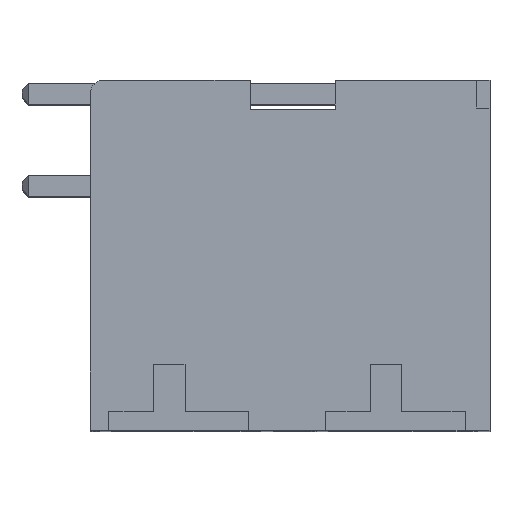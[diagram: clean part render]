
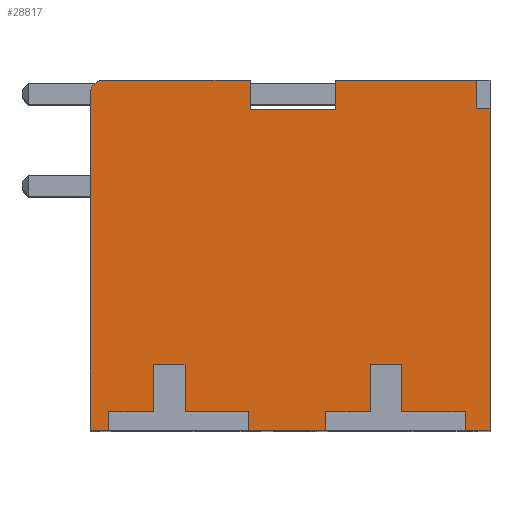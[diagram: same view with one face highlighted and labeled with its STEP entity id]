
A CAD part, top view. The second image highlights one B-rep face of the part: STEP entity #28817.
In plain terms, the highlighted planar face has unit normal (0, 0, 1).
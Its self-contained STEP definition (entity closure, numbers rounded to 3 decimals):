
#7434=DIRECTION('',(-1.,0.,0.));
#7435=VECTOR('',#7434,5.39);
#7436=CARTESIAN_POINT('',(11.703,13.3,33.7));
#7437=LINE('',#7436,#7435);
#7542=DIRECTION('',(0.,-1.,0.));
#7543=VECTOR('',#7542,1.092);
#7544=CARTESIAN_POINT('',(6.313,13.3,33.7));
#7545=LINE('',#7544,#7543);
#7622=DIRECTION('',(0.,1.,0.));
#7623=VECTOR('',#7622,1.092);
#7624=CARTESIAN_POINT('',(3.074,12.208,33.7));
#7625=LINE('',#7624,#7623);
#7886=DIRECTION('',(-1.,0.,0.));
#7887=VECTOR('',#7886,5.716);
#7888=CARTESIAN_POINT('',(3.074,13.3,33.7));
#7889=LINE('',#7888,#7887);
#8106=DIRECTION('',(0.,-1.,0.));
#8107=VECTOR('',#8106,0.02);
#8108=CARTESIAN_POINT('',(-2.641,13.3,33.7));
#8109=LINE('',#8108,#8107);
#9832=DIRECTION('',(-1.,0.,0.));
#9833=VECTOR('',#9832,3.238);
#9834=CARTESIAN_POINT('',(6.313,12.208,33.7));
#9835=LINE('',#9834,#9833);
#9836=DIRECTION('',(0.,1.,0.));
#9837=VECTOR('',#9836,0.7);
#9838=CARTESIAN_POINT('',(11.25,0.,33.7));
#9839=LINE('',#9838,#9837);
#9840=DIRECTION('',(1.,0.,0.));
#9841=VECTOR('',#9840,2.4);
#9842=CARTESIAN_POINT('',(8.85,0.7,33.7));
#9843=LINE('',#9842,#9841);
#9844=DIRECTION('',(0.,-1.,0.));
#9845=VECTOR('',#9844,1.8);
#9846=CARTESIAN_POINT('',(8.85,2.5,33.7));
#9847=LINE('',#9846,#9845);
#9848=DIRECTION('',(1.,0.,0.));
#9849=VECTOR('',#9848,1.2);
#9850=CARTESIAN_POINT('',(7.65,2.5,33.7));
#9851=LINE('',#9850,#9849);
#9852=DIRECTION('',(0.,1.,0.));
#9853=VECTOR('',#9852,1.8);
#9854=CARTESIAN_POINT('',(7.65,0.7,33.7));
#9855=LINE('',#9854,#9853);
#9856=DIRECTION('',(1.,0.,0.));
#9857=VECTOR('',#9856,1.7);
#9858=CARTESIAN_POINT('',(5.95,0.7,33.7));
#9859=LINE('',#9858,#9857);
#9860=DIRECTION('',(0.,1.,0.));
#9861=VECTOR('',#9860,0.7);
#9862=CARTESIAN_POINT('',(5.95,0.,33.7));
#9863=LINE('',#9862,#9861);
#9864=DIRECTION('',(-1.,0.,0.));
#9865=VECTOR('',#9864,2.95);
#9866=CARTESIAN_POINT('',(5.95,0.,33.7));
#9867=LINE('',#9866,#9865);
#9868=DIRECTION('',(0.,1.,0.));
#9869=VECTOR('',#9868,0.7);
#9870=CARTESIAN_POINT('',(3.,0.,33.7));
#9871=LINE('',#9870,#9869);
#9872=DIRECTION('',(1.,0.,0.));
#9873=VECTOR('',#9872,2.4);
#9874=CARTESIAN_POINT('',(0.6,0.7,33.7));
#9875=LINE('',#9874,#9873);
#9876=DIRECTION('',(0.,-1.,0.));
#9877=VECTOR('',#9876,1.8);
#9878=CARTESIAN_POINT('',(0.6,2.5,33.7));
#9879=LINE('',#9878,#9877);
#9880=DIRECTION('',(1.,0.,0.));
#9881=VECTOR('',#9880,1.2);
#9882=CARTESIAN_POINT('',(-0.6,2.5,33.7));
#9883=LINE('',#9882,#9881);
#9884=DIRECTION('',(0.,1.,0.));
#9885=VECTOR('',#9884,1.8);
#9886=CARTESIAN_POINT('',(-0.6,0.7,33.7));
#9887=LINE('',#9886,#9885);
#9888=DIRECTION('',(1.,0.,0.));
#9889=VECTOR('',#9888,1.7);
#9890=CARTESIAN_POINT('',(-2.3,0.7,33.7));
#9891=LINE('',#9890,#9889);
#9892=DIRECTION('',(0.,1.,0.));
#9893=VECTOR('',#9892,0.7);
#9894=CARTESIAN_POINT('',(-2.3,0.,33.7));
#9895=LINE('',#9894,#9893);
#9896=DIRECTION('',(-1.,0.,0.));
#9897=VECTOR('',#9896,0.7);
#9898=CARTESIAN_POINT('',(-2.3,0.,33.7));
#9899=LINE('',#9898,#9897);
#9900=DIRECTION('',(0.,1.,0.));
#9901=VECTOR('',#9900,12.8);
#9902=CARTESIAN_POINT('',(-3.,0.,33.7));
#9903=LINE('',#9902,#9901);
#9904=CARTESIAN_POINT('',(-2.5,12.8,33.7));
#9905=DIRECTION('',(0.,0.,-1.));
#9906=DIRECTION('',(-1.,0.,0.));
#9907=AXIS2_PLACEMENT_3D('',#9904,#9905,#9906);
#9909=DIRECTION('',(0.,-1.,0.));
#9910=VECTOR('',#9909,12.25);
#9911=CARTESIAN_POINT('',(12.2,12.25,33.7));
#9912=LINE('',#9911,#9910);
#9913=DIRECTION('',(-1.,0.,0.));
#9914=VECTOR('',#9913,0.95);
#9915=CARTESIAN_POINT('',(12.2,0.,33.7));
#9916=LINE('',#9915,#9914);
#10076=DIRECTION('',(0.,1.,0.));
#10077=VECTOR('',#10076,1.05);
#10078=CARTESIAN_POINT('',(11.703,12.25,33.7));
#10079=LINE('',#10078,#10077);
#10092=DIRECTION('',(-1.,0.,0.));
#10093=VECTOR('',#10092,0.497);
#10094=CARTESIAN_POINT('',(12.2,12.25,33.7));
#10095=LINE('',#10094,#10093);
#10822=CARTESIAN_POINT('',(-3.,0.,33.7));
#10823=VERTEX_POINT('',#10822);
#10904=CARTESIAN_POINT('',(12.2,12.25,33.7));
#10905=CARTESIAN_POINT('',(12.2,0.,33.7));
#10906=VERTEX_POINT('',#10904);
#10907=VERTEX_POINT('',#10905);
#10914=CARTESIAN_POINT('',(11.703,13.3,33.7));
#10915=VERTEX_POINT('',#10914);
#10916=CARTESIAN_POINT('',(6.313,13.3,33.7));
#10917=VERTEX_POINT('',#10916);
#10918=CARTESIAN_POINT('',(6.313,12.208,33.7));
#10919=VERTEX_POINT('',#10918);
#10928=CARTESIAN_POINT('',(3.074,12.208,33.7));
#10929=CARTESIAN_POINT('',(3.074,13.3,33.7));
#10930=VERTEX_POINT('',#10928);
#10931=VERTEX_POINT('',#10929);
#10940=CARTESIAN_POINT('',(-2.641,13.3,33.7));
#10941=VERTEX_POINT('',#10940);
#10942=CARTESIAN_POINT('',(-2.641,13.28,33.7));
#10943=VERTEX_POINT('',#10942);
#10972=CARTESIAN_POINT('',(-3.,12.8,33.7));
#10973=VERTEX_POINT('',#10972);
#10974=CARTESIAN_POINT('',(11.703,12.25,33.7));
#10975=VERTEX_POINT('',#10974);
#11218=CARTESIAN_POINT('',(11.25,0.7,33.7));
#11219=VERTEX_POINT('',#11218);
#11220=CARTESIAN_POINT('',(11.25,0.,33.7));
#11221=VERTEX_POINT('',#11220);
#11222=CARTESIAN_POINT('',(5.95,0.,33.7));
#11223=VERTEX_POINT('',#11222);
#11224=CARTESIAN_POINT('',(5.95,0.7,33.7));
#11225=VERTEX_POINT('',#11224);
#11226=CARTESIAN_POINT('',(7.65,0.7,33.7));
#11227=VERTEX_POINT('',#11226);
#11228=CARTESIAN_POINT('',(7.65,2.5,33.7));
#11229=VERTEX_POINT('',#11228);
#11230=CARTESIAN_POINT('',(8.85,2.5,33.7));
#11231=VERTEX_POINT('',#11230);
#11232=CARTESIAN_POINT('',(8.85,0.7,33.7));
#11233=VERTEX_POINT('',#11232);
#11234=CARTESIAN_POINT('',(3.,0.,33.7));
#11235=VERTEX_POINT('',#11234);
#11236=CARTESIAN_POINT('',(-2.3,0.,33.7));
#11237=VERTEX_POINT('',#11236);
#11238=CARTESIAN_POINT('',(-2.3,0.7,33.7));
#11239=VERTEX_POINT('',#11238);
#11240=CARTESIAN_POINT('',(-0.6,0.7,33.7));
#11241=VERTEX_POINT('',#11240);
#11242=CARTESIAN_POINT('',(-0.6,2.5,33.7));
#11243=VERTEX_POINT('',#11242);
#11244=CARTESIAN_POINT('',(0.6,2.5,33.7));
#11245=VERTEX_POINT('',#11244);
#11246=CARTESIAN_POINT('',(0.6,0.7,33.7));
#11247=VERTEX_POINT('',#11246);
#11248=CARTESIAN_POINT('',(3.,0.7,33.7));
#11249=VERTEX_POINT('',#11248);
#28764=CARTESIAN_POINT('',(0.,0.,33.7));
#28765=DIRECTION('',(0.,0.,1.));
#28766=DIRECTION('',(1.,0.,0.));
#28767=AXIS2_PLACEMENT_3D('',#28764,#28765,#28766);
#28768=PLANE('',#28767);
#28770=ORIENTED_EDGE('',*,*,#28769,.T.);
#28772=ORIENTED_EDGE('',*,*,#28771,.F.);
#28774=ORIENTED_EDGE('',*,*,#28773,.F.);
#28776=ORIENTED_EDGE('',*,*,#28775,.F.);
#28778=ORIENTED_EDGE('',*,*,#28777,.F.);
#28780=ORIENTED_EDGE('',*,*,#28779,.F.);
#28782=ORIENTED_EDGE('',*,*,#28781,.F.);
#28783=ORIENTED_EDGE('',*,*,#14317,.T.);
#28785=ORIENTED_EDGE('',*,*,#28784,.T.);
#28787=ORIENTED_EDGE('',*,*,#28786,.F.);
#28789=ORIENTED_EDGE('',*,*,#28788,.F.);
#28791=ORIENTED_EDGE('',*,*,#28790,.F.);
#28793=ORIENTED_EDGE('',*,*,#28792,.F.);
#28795=ORIENTED_EDGE('',*,*,#28794,.F.);
#28797=ORIENTED_EDGE('',*,*,#28796,.F.);
#28798=ORIENTED_EDGE('',*,*,#14309,.T.);
#28800=ORIENTED_EDGE('',*,*,#28799,.T.);
#28802=ORIENTED_EDGE('',*,*,#28801,.T.);
#28803=ORIENTED_EDGE('',*,*,#25712,.F.);
#28804=ORIENTED_EDGE('',*,*,#25682,.F.);
#28805=ORIENTED_EDGE('',*,*,#25165,.F.);
#28806=ORIENTED_EDGE('',*,*,#28759,.F.);
#28807=ORIENTED_EDGE('',*,*,#25003,.F.);
#28808=ORIENTED_EDGE('',*,*,#24988,.F.);
#28810=ORIENTED_EDGE('',*,*,#28809,.F.);
#28812=ORIENTED_EDGE('',*,*,#28811,.F.);
#28813=ORIENTED_EDGE('',*,*,#24856,.T.);
#28814=ORIENTED_EDGE('',*,*,#14325,.T.);
#28815=EDGE_LOOP('',(#28770,#28772,#28774,#28776,#28778,#28780,#28782,#28783,
#28785,#28787,#28789,#28791,#28793,#28795,#28797,#28798,#28800,#28802,#28803,
#28804,#28805,#28806,#28807,#28808,#28810,#28812,#28813,#28814));
#28816=FACE_OUTER_BOUND('',#28815,.F.);
#9908=CIRCLE('',#9907,0.5);
#14309=EDGE_CURVE('',#11237,#10823,#9899,.T.);
#14317=EDGE_CURVE('',#11223,#11235,#9867,.T.);
#14325=EDGE_CURVE('',#10907,#11221,#9916,.T.);
#24856=EDGE_CURVE('',#10906,#10907,#9912,.T.);
#24988=EDGE_CURVE('',#10915,#10917,#7437,.T.);
#25003=EDGE_CURVE('',#10917,#10919,#7545,.T.);
#25165=EDGE_CURVE('',#10930,#10931,#7625,.T.);
#25682=EDGE_CURVE('',#10931,#10941,#7889,.T.);
#25712=EDGE_CURVE('',#10941,#10943,#8109,.T.);
#28759=EDGE_CURVE('',#10919,#10930,#9835,.T.);
#28769=EDGE_CURVE('',#11221,#11219,#9839,.T.);
#28771=EDGE_CURVE('',#11233,#11219,#9843,.T.);
#28773=EDGE_CURVE('',#11231,#11233,#9847,.T.);
#28775=EDGE_CURVE('',#11229,#11231,#9851,.T.);
#28777=EDGE_CURVE('',#11227,#11229,#9855,.T.);
#28779=EDGE_CURVE('',#11225,#11227,#9859,.T.);
#28781=EDGE_CURVE('',#11223,#11225,#9863,.T.);
#28784=EDGE_CURVE('',#11235,#11249,#9871,.T.);
#28786=EDGE_CURVE('',#11247,#11249,#9875,.T.);
#28788=EDGE_CURVE('',#11245,#11247,#9879,.T.);
#28790=EDGE_CURVE('',#11243,#11245,#9883,.T.);
#28792=EDGE_CURVE('',#11241,#11243,#9887,.T.);
#28794=EDGE_CURVE('',#11239,#11241,#9891,.T.);
#28796=EDGE_CURVE('',#11237,#11239,#9895,.T.);
#28799=EDGE_CURVE('',#10823,#10973,#9903,.T.);
#28801=EDGE_CURVE('',#10973,#10943,#9908,.T.);
#28809=EDGE_CURVE('',#10975,#10915,#10079,.T.);
#28811=EDGE_CURVE('',#10906,#10975,#10095,.T.);
#28817=ADVANCED_FACE('',(#28816),#28768,.T.);
